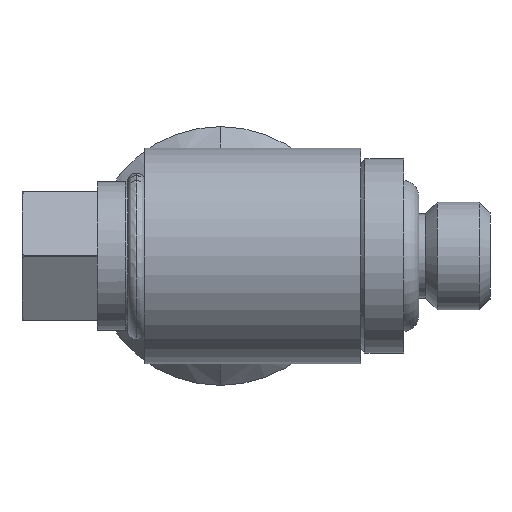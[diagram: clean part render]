
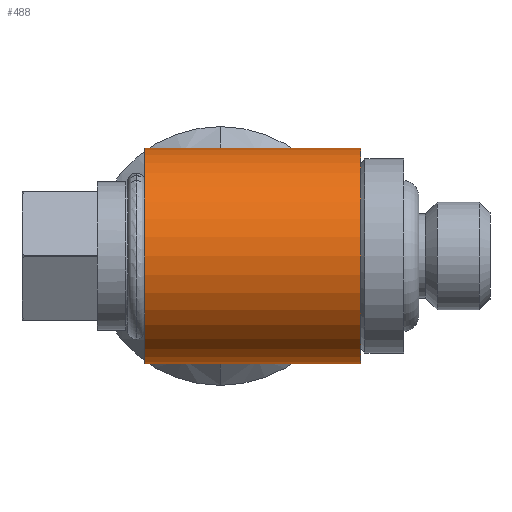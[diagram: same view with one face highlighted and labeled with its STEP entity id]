
A CAD part, left-side view. The second image highlights one B-rep face of the part: STEP entity #488.
In plain terms, the highlighted cylindrical face has radius 5 mm (diameter 10 mm), a partial arc.
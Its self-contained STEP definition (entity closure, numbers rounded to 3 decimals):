
#48 = CARTESIAN_POINT ( 'NONE',  ( 0., 16., 5. ) ) ;
#290 = CARTESIAN_POINT ( 'NONE',  ( 0., 6., -5. ) ) ;
#291 = CARTESIAN_POINT ( 'NONE',  ( 0., 6., 5. ) ) ;
#304 = CARTESIAN_POINT ( 'NONE',  ( 0., 26.086, -5. ) ) ;
#305 = LINE ( 'NONE', #304, #317 ) ;
#315 = CARTESIAN_POINT ( 'NONE',  ( 0., 16., -5. ) ) ;
#316 = DIRECTION ( 'NONE',  ( 0., 1., 0. ) ) ;
#317 = VECTOR ( 'NONE', #316, 1000. ) ;
#474 = ORIENTED_EDGE ( 'NONE', *, *, #478, .T. ) ;
#478 = EDGE_CURVE ( 'NONE', #1282, #1266, #856, .T. ) ;
#486 = EDGE_CURVE ( 'NONE', #1260, #1259, #877, .T. ) ;
#488 = ADVANCED_FACE ( 'NONE', ( #880 ), #872, .T. ) ;
#490 = ORIENTED_EDGE ( 'NONE', *, *, #1265, .F. ) ;
#492 = ORIENTED_EDGE ( 'NONE', *, *, #486, .T. ) ;
#499 = EDGE_LOOP ( 'NONE', ( #490, #492, #513, #474 ) ) ;
#513 = ORIENTED_EDGE ( 'NONE', *, *, #1145, .T. ) ;
#840 = CARTESIAN_POINT ( 'NONE',  ( 0., 6., 0. ) ) ;
#841 = AXIS2_PLACEMENT_3D ( 'NONE', #840, #854, #853 ) ;
#852 = AXIS2_PLACEMENT_3D ( 'NONE', #876, #862, #861 ) ;
#853 = DIRECTION ( 'NONE',  ( 0., 0., 1. ) ) ;
#854 = DIRECTION ( 'NONE',  ( 0., 1., 0. ) ) ;
#856 = CIRCLE ( 'NONE', #852, 5. ) ;
#861 = DIRECTION ( 'NONE',  ( 0., 0., -1. ) ) ;
#862 = DIRECTION ( 'NONE',  ( 0., -1., 0. ) ) ;
#868 = DIRECTION ( 'NONE',  ( 0., 0., 1. ) ) ;
#869 = DIRECTION ( 'NONE',  ( 0., 1., 0. ) ) ;
#870 = CARTESIAN_POINT ( 'NONE',  ( 0., 26.086, 0. ) ) ;
#871 = AXIS2_PLACEMENT_3D ( 'NONE', #870, #869, #868 ) ;
#872 = CYLINDRICAL_SURFACE ( 'NONE', #871, 5. ) ;
#876 = CARTESIAN_POINT ( 'NONE',  ( 0., 16., 0. ) ) ;
#877 = CIRCLE ( 'NONE', #841, 5. ) ;
#880 = FACE_OUTER_BOUND ( 'NONE', #499, .T. ) ;
#1145 = EDGE_CURVE ( 'NONE', #1259, #1282, #2108, .T. ) ;
#1259 = VERTEX_POINT ( 'NONE', #291 ) ;
#1260 = VERTEX_POINT ( 'NONE', #290 ) ;
#1265 = EDGE_CURVE ( 'NONE', #1260, #1266, #305, .T. ) ;
#1266 = VERTEX_POINT ( 'NONE', #315 ) ;
#1282 = VERTEX_POINT ( 'NONE', #48 ) ;
#2096 = VECTOR ( 'NONE', #2097, 1000. ) ;
#2097 = DIRECTION ( 'NONE',  ( 0., 1., 0. ) ) ;
#2107 = CARTESIAN_POINT ( 'NONE',  ( 0., 26.086, 5. ) ) ;
#2108 = LINE ( 'NONE', #2107, #2096 ) ;
